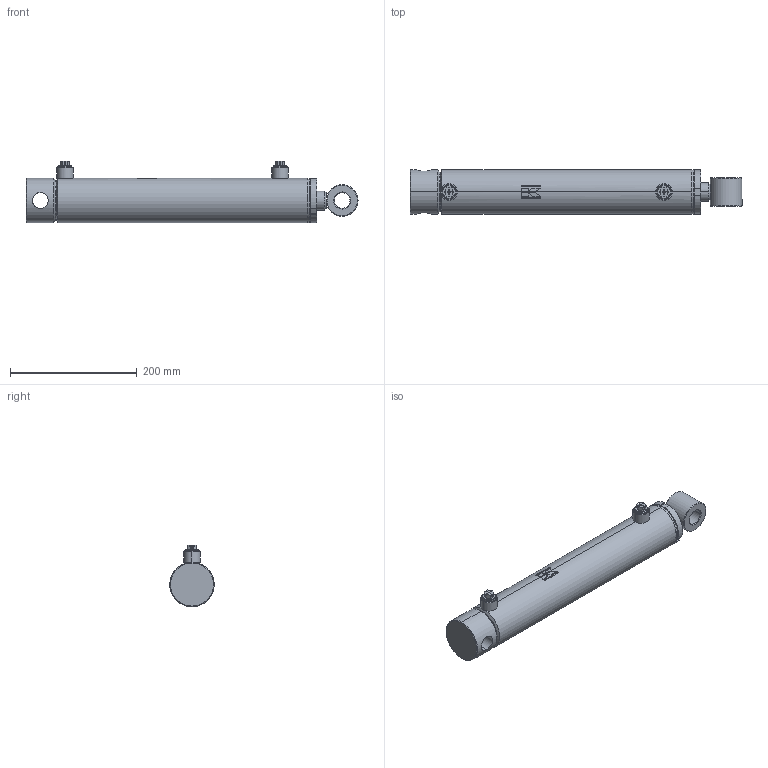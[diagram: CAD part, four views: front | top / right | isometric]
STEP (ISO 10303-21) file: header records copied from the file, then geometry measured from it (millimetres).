
FILE_DESCRIPTION (( 'STEP AP214' ), '1' );
FILE_NAME ('CFGCY0079630-Cylinder.step', '2026-03-08T10:52:43', ( 'Kramp IT' ), ( 'Kramp' ), 'SwSTEP 2.0', 'SolidWorks 2025', '' );
FILE_SCHEMA (( 'AUTOMOTIVE_DESIGN' ));
Length unit declared in the file: millimetre
Products named in the file (19): Rod-WA_Simplified; DS2906013030VM_Simplified; Tube-MA_Simplified; MATE-AID; DS2906013030_Simplified; Tube_Simplified; DS2906004VM_Simplified; DC39BEVD060B; CFGCY0079630-Cylinder; BUSHVM-RD; Tube-WA_Simplified; DS2906015; DS2906004_Simplified; ENDCAP60HOLE; SP06M; Rod_Simplified; ATT-NONE; LSN06E; BUSH-RD
Assembly tree (18 placements, depth 4):
  MATE-AID
  CFGCY0079630-Cylinder
    Tube-WA_Simplified
      Tube-MA_Simplified
        Tube_Simplified
        LSN06E
      LSN06E
      DC39BEVD060B
        ENDCAP60HOLE
    Rod-WA_Simplified
      Rod_Simplified
      BUSHVM-RD
        BUSH-RD
    DS2906013030VM_Simplified
      DS2906013030_Simplified
    DS2906004VM_Simplified
      DS2906004_Simplified
    DS2906015
    SP06M  x2
  ATT-NONE
Bounding box: 524 x 70 x 97 mm (x, y, z)
Volume: 1162123.7 mm3; surface area: 290644 mm2
Topology: 11 solids, 11 shells, 342 faces, 770 edges, 484 vertices
Faces by surface type: plane 133, cylinder 115, cone 66, torus 24, bspline 4
Entity records: 8254 total; most frequent: CARTESIAN_POINT 1787, DIRECTION 1376, ORIENTED_EDGE 1156, EDGE_CURVE 578, AXIS2_PLACEMENT_3D 550, VERTEX_POINT 362, EDGE_LOOP 302, LINE 276
